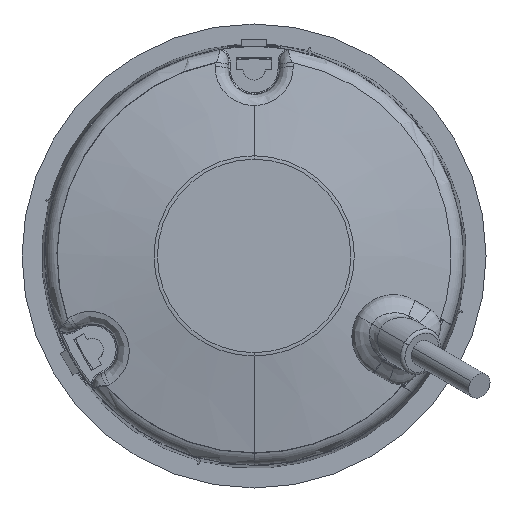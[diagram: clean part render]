
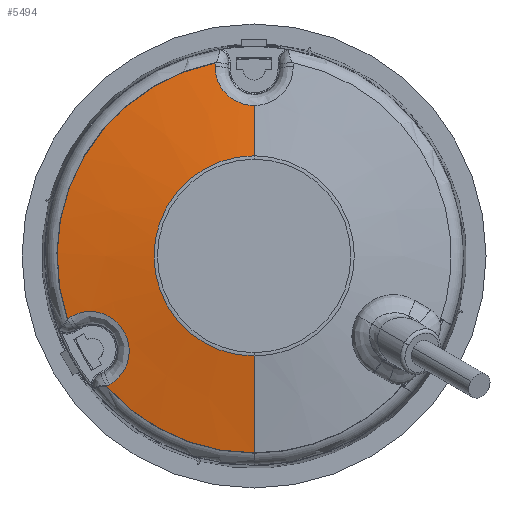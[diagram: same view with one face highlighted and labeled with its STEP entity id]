
A CAD part, front view. The second image highlights one B-rep face of the part: STEP entity #5494.
In plain terms, the highlighted conical face has half-angle 80 degrees and reference radius 22.638 mm.
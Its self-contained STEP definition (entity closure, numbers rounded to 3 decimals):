
#1248=CARTESIAN_POINT('',(0.,-7.954,0.));
#1249=DIRECTION('',(0.,-1.,0.));
#1250=DIRECTION('',(0.,0.,1.));
#1251=AXIS2_PLACEMENT_3D('',#1248,#1249,#1250);
#1263=DIRECTION('',(0.,-0.174,0.985));
#1264=VECTOR('',#1263,14.987);
#1265=CARTESIAN_POINT('',(0.,-5.352,-30.018));
#1266=LINE('',#1265,#1264);
#1267=CARTESIAN_POINT('',(-22.,-5.452,
-19.575));
#1268=CARTESIAN_POINT('',(-22.056,-5.441,
-19.607));
#1269=CARTESIAN_POINT('',(-22.168,-5.419,
-19.67));
#1270=CARTESIAN_POINT('',(-22.337,-5.386,
-19.767));
#1271=CARTESIAN_POINT('',(-22.45,-5.363,
-19.831));
#1272=CARTESIAN_POINT('',(-22.507,-5.352,
-19.863));
#1274=CARTESIAN_POINT('',(-27.953,-5.452,
-9.265));
#1275=CARTESIAN_POINT('',(-27.618,-5.519,
-9.069));
#1276=CARTESIAN_POINT('',(-27.096,-5.62,
-8.829));
#1277=CARTESIAN_POINT('',(-26.362,-5.755,
-8.615));
#1278=CARTESIAN_POINT('',(-25.598,-5.89,
-8.472));
#1279=CARTESIAN_POINT('',(-24.644,-6.052,
-8.438));
#1280=CARTESIAN_POINT('',(-23.484,-6.234,
-8.628));
#1281=CARTESIAN_POINT('',(-22.581,-6.361,
-8.967));
#1282=CARTESIAN_POINT('',(-21.89,-6.448,
-9.352));
#1283=CARTESIAN_POINT('',(-21.409,-6.502,
-9.686));
#1284=CARTESIAN_POINT('',(-20.961,-6.545,
-10.066));
#1285=CARTESIAN_POINT('',(-20.547,-6.577,
-10.494));
#1286=CARTESIAN_POINT('',(-20.177,-6.597,
-10.961));
#1287=CARTESIAN_POINT('',(-19.857,-6.603,
-11.457));
#1288=CARTESIAN_POINT('',(-19.585,-6.597,
-11.984));
#1289=CARTESIAN_POINT('',(-19.29,-6.571,
-12.727));
#1290=CARTESIAN_POINT('',(-19.111,-6.521,
-13.488));
#1291=CARTESIAN_POINT('',(-19.044,-6.448,
-14.279));
#1292=CARTESIAN_POINT('',(-19.053,-6.384,
-14.864));
#1293=CARTESIAN_POINT('',(-19.118,-6.312,
-15.442));
#1294=CARTESIAN_POINT('',(-19.241,-6.231,
-16.015));
#1295=CARTESIAN_POINT('',(-19.419,-6.144,
-16.57));
#1296=CARTESIAN_POINT('',(-19.649,-6.052,
-17.098));
#1297=CARTESIAN_POINT('',(-19.93,-5.956,
-17.602));
#1298=CARTESIAN_POINT('',(-20.374,-5.823,
-18.239));
#1299=CARTESIAN_POINT('',(-21.027,-5.656,
-18.932));
#1300=CARTESIAN_POINT('',(-21.664,-5.519,
-19.384));
#1301=CARTESIAN_POINT('',(-22.,-5.452,
-19.575));
#1303=CARTESIAN_POINT('',(-28.455,-5.352,
-9.56));
#1304=CARTESIAN_POINT('',(-28.399,-5.363,
-9.527));
#1305=CARTESIAN_POINT('',(-28.287,-5.386,
-9.461));
#1306=CARTESIAN_POINT('',(-28.119,-5.419,
-9.363));
#1307=CARTESIAN_POINT('',(-28.008,-5.441,
-9.298));
#1308=CARTESIAN_POINT('',(-27.953,-5.452,
-9.265));
#1310=CARTESIAN_POINT('',(0.,-5.352,0.));
#1311=DIRECTION('',(0.,-1.,0.));
#1312=DIRECTION('',(-0.198,0.,0.98));
#1313=AXIS2_PLACEMENT_3D('',#1310,#1311,#1312);
#1315=CARTESIAN_POINT('',(-5.953,-5.452,
28.84));
#1316=CARTESIAN_POINT('',(-5.952,-5.441,
28.905));
#1317=CARTESIAN_POINT('',(-5.951,-5.419,
29.034));
#1318=CARTESIAN_POINT('',(-5.95,-5.386,
29.228));
#1319=CARTESIAN_POINT('',(-5.949,-5.363,
29.358));
#1320=CARTESIAN_POINT('',(-5.949,-5.352,
29.423));
#1322=CARTESIAN_POINT('',(0.,-6.601,
22.935));
#1323=CARTESIAN_POINT('',(-0.195,-6.601,
22.935));
#1324=CARTESIAN_POINT('',(-0.588,-6.597,
22.954));
#1325=CARTESIAN_POINT('',(-1.377,-6.571,
23.07));
#1326=CARTESIAN_POINT('',(-2.125,-6.521,
23.295));
#1327=CARTESIAN_POINT('',(-2.844,-6.448,
23.632));
#1328=CARTESIAN_POINT('',(-3.346,-6.384,
23.932));
#1329=CARTESIAN_POINT('',(-3.814,-6.312,
24.278));
#1330=CARTESIAN_POINT('',(-4.249,-6.231,
24.671));
#1331=CARTESIAN_POINT('',(-4.64,-6.144,
25.103));
#1332=CARTESIAN_POINT('',(-4.982,-6.052,
25.565));
#1333=CARTESIAN_POINT('',(-5.279,-5.956,
26.061));
#1334=CARTESIAN_POINT('',(-5.609,-5.823,
26.764));
#1335=CARTESIAN_POINT('',(-5.882,-5.656,
27.676));
#1336=CARTESIAN_POINT('',(-5.955,-5.519,
28.453));
#1337=CARTESIAN_POINT('',(-5.953,-5.452,
28.84));
#1339=DIRECTION('',(0.,0.174,0.985));
#1340=VECTOR('',#1339,7.795);
#1341=CARTESIAN_POINT('',(0.,-7.954,15.258));
#1342=LINE('',#1341,#1340);
#1348=CARTESIAN_POINT('',(0.,-5.352,
0.));
#1349=DIRECTION('',(0.,1.,0.));
#1350=DIRECTION('',(0.,0.,-1.));
#1351=AXIS2_PLACEMENT_3D('',#1348,#1349,#1350);
#1455=CARTESIAN_POINT('',(-28.455,-5.352,
-9.56));
#1472=CARTESIAN_POINT('',(-5.949,-5.352,
29.423));
#3314=VERTEX_POINT('',#1455);
#3318=VERTEX_POINT('',#1472);
#3358=CARTESIAN_POINT('',(0.,-7.954,-15.258));
#3359=CARTESIAN_POINT('',(0.,-7.954,15.258));
#3360=VERTEX_POINT('',#3358);
#3361=VERTEX_POINT('',#3359);
#3362=CARTESIAN_POINT('',(0.,-6.601,
22.935));
#3363=VERTEX_POINT('',#3362);
#3364=CARTESIAN_POINT('',(0.,-5.352,-30.018));
#3365=VERTEX_POINT('',#3364);
#3370=CARTESIAN_POINT('',(-22.507,-5.352,
-19.863));
#3371=VERTEX_POINT('',#3370);
#3372=VERTEX_POINT('',#1267);
#3373=VERTEX_POINT('',#1274);
#3374=VERTEX_POINT('',#1315);
#5470=CARTESIAN_POINT('',(0.,-6.653,0.));
#5471=DIRECTION('',(0.,1.,0.));
#5472=DIRECTION('',(0.,0.,-1.));
#5473=AXIS2_PLACEMENT_3D('',#5470,#5471,#5472);
#5474=CONICAL_SURFACE('',#5473,22.638,80.);
#5475=ORIENTED_EDGE('',*,*,#5426,.F.);
#5477=ORIENTED_EDGE('',*,*,#5476,.T.);
#5479=ORIENTED_EDGE('',*,*,#5478,.F.);
#5481=ORIENTED_EDGE('',*,*,#5480,.F.);
#5483=ORIENTED_EDGE('',*,*,#5482,.F.);
#5485=ORIENTED_EDGE('',*,*,#5484,.F.);
#5487=ORIENTED_EDGE('',*,*,#5486,.F.);
#5489=ORIENTED_EDGE('',*,*,#5488,.F.);
#5490=ORIENTED_EDGE('',*,*,#5414,.F.);
#5491=ORIENTED_EDGE('',*,*,#5455,.T.);
#5492=EDGE_LOOP('',(#5475,#5477,#5479,#5481,#5483,#5485,#5487,#5489,#5490,
#5491));
#5493=FACE_OUTER_BOUND('',#5492,.F.);
#5494=ADVANCED_FACE('',(#5493),#5474,.T.);
#1252=CIRCLE('',#1251,15.258);
#1273=B_SPLINE_CURVE_WITH_KNOTS('',3,(#1267,#1268,#1269,#1270,#1271,#1272),
.UNSPECIFIED.,.F.,.F.,(4,1,1,4),(0.,0.333,0.667,1.),
.UNSPECIFIED.);
#1302=B_SPLINE_CURVE_WITH_KNOTS('',3,(#1274,#1275,#1276,#1277,#1278,#1279,#1280,
#1281,#1282,#1283,#1284,#1285,#1286,#1287,#1288,#1289,#1290,#1291,#1292,#1293,
#1294,#1295,#1296,#1297,#1298,#1299,#1300,#1301),.UNSPECIFIED.,.F.,.F.,(4,1,1,1,
1,1,1,1,1,1,1,1,1,1,1,1,1,1,1,1,1,1,1,1,1,4),(0.,0.063,0.094,
0.125,0.187,0.25,0.312,0.344,
0.375,0.406,0.437,0.469,
0.5,0.531,0.562,0.625,0.656,
0.687,0.719,0.75,0.781,0.812,
0.844,0.875,0.937,1.),.UNSPECIFIED.);
#1309=B_SPLINE_CURVE_WITH_KNOTS('',3,(#1303,#1304,#1305,#1306,#1307,#1308),
.UNSPECIFIED.,.F.,.F.,(4,1,1,4),(0.,0.333,0.667,1.),
.UNSPECIFIED.);
#1314=CIRCLE('',#1313,30.018);
#1321=B_SPLINE_CURVE_WITH_KNOTS('',3,(#1315,#1316,#1317,#1318,#1319,#1320),
.UNSPECIFIED.,.F.,.F.,(4,1,1,4),(0.,0.333,0.667,1.),
.UNSPECIFIED.);
#1338=B_SPLINE_CURVE_WITH_KNOTS('',3,(#1322,#1323,#1324,#1325,#1326,#1327,#1328,
#1329,#1330,#1331,#1332,#1333,#1334,#1335,#1336,#1337),.UNSPECIFIED.,.F.,.F.,(4,
1,1,1,1,1,1,1,1,1,1,1,1,4),(0.,0.062,0.124,
0.25,0.312,0.375,0.437,
0.5,0.562,0.625,0.687,
0.75,0.875,1.),.UNSPECIFIED.);
#1352=CIRCLE('',#1351,30.018);
#5414=EDGE_CURVE('',#3361,#3363,#1342,.T.);
#5426=EDGE_CURVE('',#3365,#3360,#1266,.T.);
#5455=EDGE_CURVE('',#3361,#3360,#1252,.T.);
#5476=EDGE_CURVE('',#3365,#3371,#1352,.T.);
#5478=EDGE_CURVE('',#3372,#3371,#1273,.T.);
#5480=EDGE_CURVE('',#3373,#3372,#1302,.T.);
#5482=EDGE_CURVE('',#3314,#3373,#1309,.T.);
#5484=EDGE_CURVE('',#3318,#3314,#1314,.T.);
#5486=EDGE_CURVE('',#3374,#3318,#1321,.T.);
#5488=EDGE_CURVE('',#3363,#3374,#1338,.T.);
